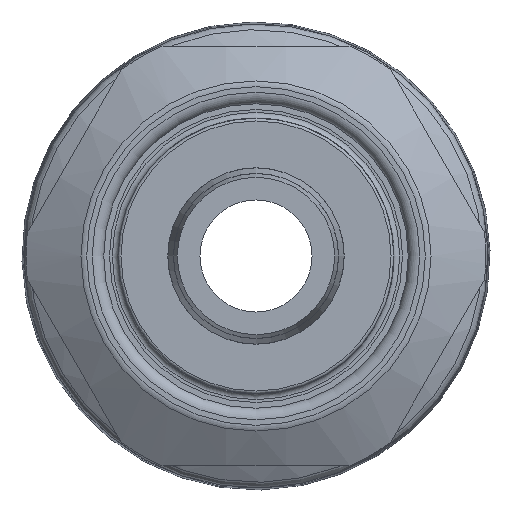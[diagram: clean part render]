
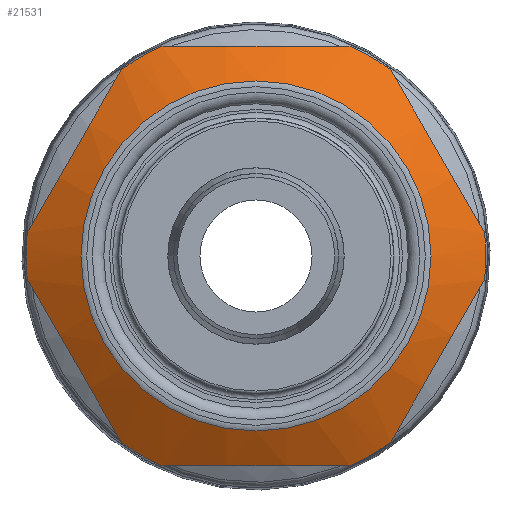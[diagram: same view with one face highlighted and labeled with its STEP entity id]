
A CAD part, front view. The second image highlights one B-rep face of the part: STEP entity #21531.
In plain terms, the highlighted conical face has half-angle 60 degrees and reference radius 17.78 mm.
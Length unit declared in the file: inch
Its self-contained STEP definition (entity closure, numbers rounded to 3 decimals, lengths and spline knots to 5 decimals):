
#665=(
BOUNDED_CURVE()
B_SPLINE_CURVE(2,(#32781,#32782,#32783),.UNSPECIFIED.,.F.,.F.)
B_SPLINE_CURVE_WITH_KNOTS((3,3),(0.,1.67512),.UNSPECIFIED.)
CURVE()
GEOMETRIC_REPRESENTATION_ITEM()
RATIONAL_B_SPLINE_CURVE((1.,1.096,1.))
REPRESENTATION_ITEM('')
);
#666=(
BOUNDED_CURVE()
B_SPLINE_CURVE(2,(#32787,#32788,#32789),.UNSPECIFIED.,.F.,.F.)
B_SPLINE_CURVE_WITH_KNOTS((3,3),(0.,1.67512),.UNSPECIFIED.)
CURVE()
GEOMETRIC_REPRESENTATION_ITEM()
RATIONAL_B_SPLINE_CURVE((1.,1.096,1.))
REPRESENTATION_ITEM('')
);
#667=(
BOUNDED_CURVE()
B_SPLINE_CURVE(2,(#32793,#32794,#32795),.UNSPECIFIED.,.F.,.F.)
B_SPLINE_CURVE_WITH_KNOTS((3,3),(0.,1.67512),.UNSPECIFIED.)
CURVE()
GEOMETRIC_REPRESENTATION_ITEM()
RATIONAL_B_SPLINE_CURVE((1.,1.096,1.))
REPRESENTATION_ITEM('')
);
#668=(
BOUNDED_CURVE()
B_SPLINE_CURVE(2,(#32799,#32800,#32801),.UNSPECIFIED.,.F.,.F.)
B_SPLINE_CURVE_WITH_KNOTS((3,3),(0.,1.67512),.UNSPECIFIED.)
CURVE()
GEOMETRIC_REPRESENTATION_ITEM()
RATIONAL_B_SPLINE_CURVE((1.,1.096,1.))
REPRESENTATION_ITEM('')
);
#669=(
BOUNDED_CURVE()
B_SPLINE_CURVE(2,(#32805,#32806,#32807),.UNSPECIFIED.,.F.,.F.)
B_SPLINE_CURVE_WITH_KNOTS((3,3),(0.,1.67512),.UNSPECIFIED.)
CURVE()
GEOMETRIC_REPRESENTATION_ITEM()
RATIONAL_B_SPLINE_CURVE((1.,1.096,1.))
REPRESENTATION_ITEM('')
);
#670=(
BOUNDED_CURVE()
B_SPLINE_CURVE(2,(#32811,#32812,#32813),.UNSPECIFIED.,.F.,.F.)
B_SPLINE_CURVE_WITH_KNOTS((3,3),(0.,1.67512),.UNSPECIFIED.)
CURVE()
GEOMETRIC_REPRESENTATION_ITEM()
RATIONAL_B_SPLINE_CURVE((1.,1.096,1.))
REPRESENTATION_ITEM('')
);
#2472=FACE_OUTER_BOUND('',#3692,.T.);
#3692=EDGE_LOOP('',(#14543,#14544,#14545,#14546,#14547,#14548,#14549,#14550,
#14551,#14552,#14553,#14554,#14555,#14556,#14557,#14558));
#4895=LINE('',#32777,#6319);
#6319=VECTOR('',#24954,0.7);
#7824=CIRCLE('',#22935,0.60928);
#7826=CIRCLE('',#22939,0.8);
#7827=CIRCLE('',#22940,0.8);
#7828=CIRCLE('',#22941,0.8);
#7829=CIRCLE('',#22942,0.8);
#7830=CIRCLE('',#22943,0.8);
#7831=CIRCLE('',#22944,0.8);
#7832=CIRCLE('',#22945,0.8);
#8663=VERTEX_POINT('',#32769);
#8665=VERTEX_POINT('',#32776);
#8666=VERTEX_POINT('',#32778);
#8667=VERTEX_POINT('',#32780);
#8668=VERTEX_POINT('',#32784);
#8669=VERTEX_POINT('',#32786);
#8670=VERTEX_POINT('',#32790);
#8671=VERTEX_POINT('',#32792);
#8672=VERTEX_POINT('',#32796);
#8673=VERTEX_POINT('',#32798);
#8674=VERTEX_POINT('',#32802);
#8675=VERTEX_POINT('',#32804);
#8676=VERTEX_POINT('',#32808);
#8677=VERTEX_POINT('',#32810);
#10929=EDGE_CURVE('',#8663,#8663,#7824,.T.);
#10931=EDGE_CURVE('',#8663,#8665,#4895,.T.);
#10932=EDGE_CURVE('',#8666,#8665,#7826,.T.);
#10933=EDGE_CURVE('',#8667,#8666,#665,.T.);
#10934=EDGE_CURVE('',#8668,#8667,#7827,.T.);
#10935=EDGE_CURVE('',#8669,#8668,#666,.T.);
#10936=EDGE_CURVE('',#8670,#8669,#7828,.T.);
#10937=EDGE_CURVE('',#8671,#8670,#667,.T.);
#10938=EDGE_CURVE('',#8672,#8671,#7829,.T.);
#10939=EDGE_CURVE('',#8673,#8672,#668,.T.);
#10940=EDGE_CURVE('',#8674,#8673,#7830,.T.);
#10941=EDGE_CURVE('',#8675,#8674,#669,.T.);
#10942=EDGE_CURVE('',#8676,#8675,#7831,.T.);
#10943=EDGE_CURVE('',#8677,#8676,#670,.T.);
#10944=EDGE_CURVE('',#8665,#8677,#7832,.T.);
#14543=ORIENTED_EDGE('',*,*,#10929,.F.);
#14544=ORIENTED_EDGE('',*,*,#10931,.T.);
#14545=ORIENTED_EDGE('',*,*,#10932,.F.);
#14546=ORIENTED_EDGE('',*,*,#10933,.F.);
#14547=ORIENTED_EDGE('',*,*,#10934,.F.);
#14548=ORIENTED_EDGE('',*,*,#10935,.F.);
#14549=ORIENTED_EDGE('',*,*,#10936,.F.);
#14550=ORIENTED_EDGE('',*,*,#10937,.F.);
#14551=ORIENTED_EDGE('',*,*,#10938,.F.);
#14552=ORIENTED_EDGE('',*,*,#10939,.F.);
#14553=ORIENTED_EDGE('',*,*,#10940,.F.);
#14554=ORIENTED_EDGE('',*,*,#10941,.F.);
#14555=ORIENTED_EDGE('',*,*,#10942,.F.);
#14556=ORIENTED_EDGE('',*,*,#10943,.F.);
#14557=ORIENTED_EDGE('',*,*,#10944,.F.);
#14558=ORIENTED_EDGE('',*,*,#10931,.F.);
#20116=CONICAL_SURFACE('',#22938,0.7,1.047);
#21531=ADVANCED_FACE('',(#2472),#20116,.T.);
#22935=AXIS2_PLACEMENT_3D('',#32771,#24946,#24947);
#22938=AXIS2_PLACEMENT_3D('',#32775,#24952,#24953);
#22939=AXIS2_PLACEMENT_3D('',#32779,#24955,#24956);
#22940=AXIS2_PLACEMENT_3D('',#32785,#24957,#24958);
#22941=AXIS2_PLACEMENT_3D('',#32791,#24959,#24960);
#22942=AXIS2_PLACEMENT_3D('',#32797,#24961,#24962);
#22943=AXIS2_PLACEMENT_3D('',#32803,#24963,#24964);
#22944=AXIS2_PLACEMENT_3D('',#32809,#24965,#24966);
#22945=AXIS2_PLACEMENT_3D('',#32814,#24967,#24968);
#24946=DIRECTION('center_axis',(0.,-1.,0.));
#24947=DIRECTION('ref_axis',(-1.,0.,0.));
#24952=DIRECTION('center_axis',(0.,1.,0.));
#24953=DIRECTION('ref_axis',(1.,0.,0.));
#24954=DIRECTION('',(-0.866,0.5,0.));
#24955=DIRECTION('center_axis',(0.,1.,0.));
#24956=DIRECTION('ref_axis',(-1.,0.,0.));
#24957=DIRECTION('center_axis',(0.,1.,0.));
#24958=DIRECTION('ref_axis',(-1.,0.,0.));
#24959=DIRECTION('center_axis',(0.,1.,0.));
#24960=DIRECTION('ref_axis',(-1.,0.,0.));
#24961=DIRECTION('center_axis',(0.,1.,0.));
#24962=DIRECTION('ref_axis',(-1.,0.,0.));
#24963=DIRECTION('center_axis',(0.,1.,0.));
#24964=DIRECTION('ref_axis',(-1.,0.,0.));
#24965=DIRECTION('center_axis',(0.,1.,0.));
#24966=DIRECTION('ref_axis',(-1.,0.,0.));
#24967=DIRECTION('center_axis',(0.,1.,0.));
#24968=DIRECTION('ref_axis',(-1.,0.,0.));
#32769=CARTESIAN_POINT('',(-0.60928,-2.07629,0.));
#32771=CARTESIAN_POINT('Origin',(0.,-2.07629,
0.));
#32775=CARTESIAN_POINT('Origin',(0.,-2.02392,
0.));
#32776=CARTESIAN_POINT('',(-0.8,-1.96618,0.));
#32777=CARTESIAN_POINT('',(-0.7,-2.02392,0.));
#32778=CARTESIAN_POINT('',(-0.79583,-1.96618,-0.08158));
#32779=CARTESIAN_POINT('Origin',(0.,-1.96618,0.));
#32780=CARTESIAN_POINT('',(-0.46857,-1.96618,-0.64842));
#32781=CARTESIAN_POINT('Ctrl Pts',(-0.46857,-1.96618,
-0.64842));
#32782=CARTESIAN_POINT('Ctrl Pts',(-0.6322,-2.04348,
-0.365));
#32783=CARTESIAN_POINT('Ctrl Pts',(-0.79583,-1.96618,
-0.08158));
#32784=CARTESIAN_POINT('',(-0.32726,-1.96618,-0.73));
#32785=CARTESIAN_POINT('Origin',(0.,-1.96618,0.));
#32786=CARTESIAN_POINT('',(0.32726,-1.96618,-0.73));
#32787=CARTESIAN_POINT('Ctrl Pts',(0.32726,-1.96618,
-0.73));
#32788=CARTESIAN_POINT('Ctrl Pts',(0.,-2.04348,
-0.73));
#32789=CARTESIAN_POINT('Ctrl Pts',(-0.32726,-1.96618,
-0.73));
#32790=CARTESIAN_POINT('',(0.46857,-1.96618,-0.64842));
#32791=CARTESIAN_POINT('Origin',(0.,-1.96618,0.));
#32792=CARTESIAN_POINT('',(0.79583,-1.96618,-0.08158));
#32793=CARTESIAN_POINT('Ctrl Pts',(0.79583,-1.96618,
-0.08158));
#32794=CARTESIAN_POINT('Ctrl Pts',(0.6322,-2.04348,-0.365));
#32795=CARTESIAN_POINT('Ctrl Pts',(0.46857,-1.96618,
-0.64842));
#32796=CARTESIAN_POINT('',(0.79583,-1.96618,0.08158));
#32797=CARTESIAN_POINT('Origin',(0.,-1.96618,0.));
#32798=CARTESIAN_POINT('',(0.46857,-1.96618,0.64842));
#32799=CARTESIAN_POINT('Ctrl Pts',(0.46857,-1.96618,
0.64842));
#32800=CARTESIAN_POINT('Ctrl Pts',(0.6322,-2.04348,0.365));
#32801=CARTESIAN_POINT('Ctrl Pts',(0.79583,-1.96618,
0.08158));
#32802=CARTESIAN_POINT('',(0.32726,-1.96618,0.73));
#32803=CARTESIAN_POINT('Origin',(0.,-1.96618,0.));
#32804=CARTESIAN_POINT('',(-0.32726,-1.96618,0.73));
#32805=CARTESIAN_POINT('Ctrl Pts',(-0.32726,-1.96618,
0.73));
#32806=CARTESIAN_POINT('Ctrl Pts',(0.,-2.04348,
0.73));
#32807=CARTESIAN_POINT('Ctrl Pts',(0.32726,-1.96618,
0.73));
#32808=CARTESIAN_POINT('',(-0.46857,-1.96618,0.64842));
#32809=CARTESIAN_POINT('Origin',(0.,-1.96618,0.));
#32810=CARTESIAN_POINT('',(-0.79583,-1.96618,0.08158));
#32811=CARTESIAN_POINT('Ctrl Pts',(-0.79583,-1.96618,
0.08158));
#32812=CARTESIAN_POINT('Ctrl Pts',(-0.6322,-2.04348,
0.365));
#32813=CARTESIAN_POINT('Ctrl Pts',(-0.46857,-1.96618,
0.64842));
#32814=CARTESIAN_POINT('Origin',(0.,-1.96618,0.));
